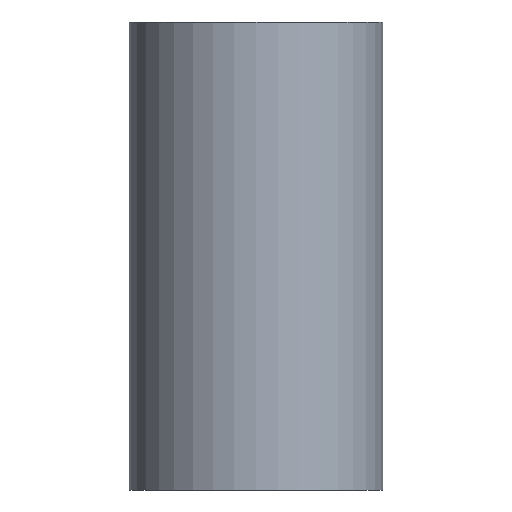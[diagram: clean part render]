
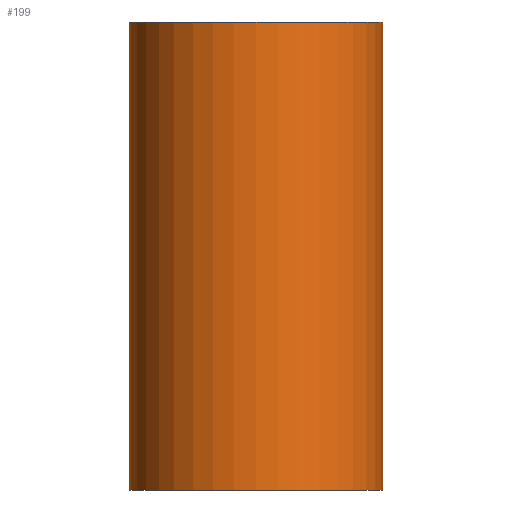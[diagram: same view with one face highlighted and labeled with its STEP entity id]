
A CAD part, front view. The second image highlights one B-rep face of the part: STEP entity #199.
In plain terms, the highlighted cylindrical face has radius 25.5 mm (diameter 51 mm), a full revolution.
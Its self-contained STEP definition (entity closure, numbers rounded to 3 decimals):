
#16=B_SPLINE_CURVE_WITH_KNOTS('',3,(#393,#394,#395,#396,#397,#398,#399,
#400,#401,#402,#403,#404,#405,#406,#407,#408,#409,#410,#411,#412,#413,#414,
#415,#416,#417,#418,#419,#420,#421,#422,#423,#424,#425,#426,#427,#428,#429,
#430,#431,#432,#433,#434,#435,#436,#437,#438,#439,#440,#441,#442,#443,#444,
#445,#446,#447,#448,#449,#450,#451,#452,#453,#454,#455,#456,#457,#458),
 .UNSPECIFIED.,.T.,.F.,(4,2,2,2,2,2,2,2,2,2,2,2,2,2,2,2,2,2,2,2,2,2,2,2,
2,2,2,2,2,2,2,2,4),(0.,0.435,0.87,1.306,
1.741,2.16,2.579,2.997,3.416,
3.835,4.254,4.673,5.092,5.527,
5.962,6.397,6.832,7.268,7.703,
8.138,8.573,8.992,9.411,9.83,
10.249,10.668,11.086,11.505,11.924,
12.359,12.795,13.23,13.665),
 .UNSPECIFIED.);
#29=CYLINDRICAL_SURFACE('',#232,25.5);
#46=FACE_BOUND('',#96,.T.);
#47=FACE_BOUND('',#97,.T.);
#63=FACE_OUTER_BOUND('',#95,.T.);
#95=EDGE_LOOP('',(#178));
#96=EDGE_LOOP('',(#179));
#97=EDGE_LOOP('',(#180));
#101=CIRCLE('',#208,25.5);
#105=CIRCLE('',#215,25.5);
#116=VERTEX_POINT('',#307);
#120=VERTEX_POINT('',#318);
#129=VERTEX_POINT('',#392);
#133=EDGE_CURVE('',#116,#116,#101,.T.);
#137=EDGE_CURVE('',#120,#120,#105,.T.);
#146=EDGE_CURVE('',#129,#129,#16,.T.);
#178=ORIENTED_EDGE('',*,*,#133,.F.);
#179=ORIENTED_EDGE('',*,*,#137,.F.);
#180=ORIENTED_EDGE('',*,*,#146,.T.);
#199=ADVANCED_FACE('',(#63,#46,#47),#29,.T.);
#208=AXIS2_PLACEMENT_3D('',#308,#247,#248);
#215=AXIS2_PLACEMENT_3D('',#319,#261,#262);
#232=AXIS2_PLACEMENT_3D('',#461,#295,#296);
#247=DIRECTION('center_axis',(0.,0.,1.));
#248=DIRECTION('ref_axis',(-1.,0.,0.));
#261=DIRECTION('center_axis',(0.,0.,-1.));
#262=DIRECTION('ref_axis',(-1.,0.,0.));
#295=DIRECTION('center_axis',(0.,0.,1.));
#296=DIRECTION('ref_axis',(-1.,0.,0.));
#307=CARTESIAN_POINT('',(25.5,0.,47.));
#308=CARTESIAN_POINT('Origin',(0.,0.,47.));
#318=CARTESIAN_POINT('',(25.5,0.,-47.));
#319=CARTESIAN_POINT('Origin',(0.,0.,-47.));
#392=CARTESIAN_POINT('',(21.,14.465,0.));
#393=CARTESIAN_POINT('Ctrl Pts',(21.,14.465,0.));
#394=CARTESIAN_POINT('Ctrl Pts',(21.,14.465,1.451));
#395=CARTESIAN_POINT('Ctrl Pts',(20.849,14.69,2.878));
#396=CARTESIAN_POINT('Ctrl Pts',(20.279,15.467,5.633));
#397=CARTESIAN_POINT('Ctrl Pts',(19.86,16.016,6.963));
#398=CARTESIAN_POINT('Ctrl Pts',(18.784,17.265,9.489));
#399=CARTESIAN_POINT('Ctrl Pts',(18.127,17.964,10.687));
#400=CARTESIAN_POINT('Ctrl Pts',(16.618,19.369,12.91));
#401=CARTESIAN_POINT('Ctrl Pts',(15.764,20.075,13.934));
#402=CARTESIAN_POINT('Ctrl Pts',(13.969,21.361,15.73));
#403=CARTESIAN_POINT('Ctrl Pts',(12.965,21.994,16.574));
#404=CARTESIAN_POINT('Ctrl Pts',(10.749,23.158,18.091));
#405=CARTESIAN_POINT('Ctrl Pts',(9.535,23.689,18.763));
#406=CARTESIAN_POINT('Ctrl Pts',(6.963,24.569,19.861));
#407=CARTESIAN_POINT('Ctrl Pts',(5.601,24.917,20.289));
#408=CARTESIAN_POINT('Ctrl Pts',(2.818,25.383,20.859));
#409=CARTESIAN_POINT('Ctrl Pts',(1.396,25.5,21.));
#410=CARTESIAN_POINT('Ctrl Pts',(-1.396,25.5,21.));
#411=CARTESIAN_POINT('Ctrl Pts',(-2.818,25.383,20.859));
#412=CARTESIAN_POINT('Ctrl Pts',(-5.601,24.917,20.289));
#413=CARTESIAN_POINT('Ctrl Pts',(-6.963,24.569,19.861));
#414=CARTESIAN_POINT('Ctrl Pts',(-9.535,23.689,18.763));
#415=CARTESIAN_POINT('Ctrl Pts',(-10.749,23.158,18.091));
#416=CARTESIAN_POINT('Ctrl Pts',(-12.965,21.994,16.574));
#417=CARTESIAN_POINT('Ctrl Pts',(-13.969,21.361,15.73));
#418=CARTESIAN_POINT('Ctrl Pts',(-15.764,20.075,13.934));
#419=CARTESIAN_POINT('Ctrl Pts',(-16.618,19.369,12.91));
#420=CARTESIAN_POINT('Ctrl Pts',(-18.127,17.964,10.687));
#421=CARTESIAN_POINT('Ctrl Pts',(-18.784,17.265,9.489));
#422=CARTESIAN_POINT('Ctrl Pts',(-19.86,16.016,6.963));
#423=CARTESIAN_POINT('Ctrl Pts',(-20.279,15.467,5.633));
#424=CARTESIAN_POINT('Ctrl Pts',(-20.849,14.69,2.878));
#425=CARTESIAN_POINT('Ctrl Pts',(-21.,14.465,1.451));
#426=CARTESIAN_POINT('Ctrl Pts',(-21.,14.465,-1.451));
#427=CARTESIAN_POINT('Ctrl Pts',(-20.849,14.69,-2.878));
#428=CARTESIAN_POINT('Ctrl Pts',(-20.279,15.467,-5.633));
#429=CARTESIAN_POINT('Ctrl Pts',(-19.86,16.016,-6.963));
#430=CARTESIAN_POINT('Ctrl Pts',(-18.784,17.265,-9.489));
#431=CARTESIAN_POINT('Ctrl Pts',(-18.127,17.964,-10.687));
#432=CARTESIAN_POINT('Ctrl Pts',(-16.618,19.369,-12.91));
#433=CARTESIAN_POINT('Ctrl Pts',(-15.764,20.075,-13.934));
#434=CARTESIAN_POINT('Ctrl Pts',(-13.969,21.361,-15.73));
#435=CARTESIAN_POINT('Ctrl Pts',(-12.965,21.994,-16.574));
#436=CARTESIAN_POINT('Ctrl Pts',(-10.749,23.158,-18.091));
#437=CARTESIAN_POINT('Ctrl Pts',(-9.535,23.689,-18.763));
#438=CARTESIAN_POINT('Ctrl Pts',(-6.963,24.569,-19.861));
#439=CARTESIAN_POINT('Ctrl Pts',(-5.601,24.917,-20.289));
#440=CARTESIAN_POINT('Ctrl Pts',(-2.818,25.383,-20.859));
#441=CARTESIAN_POINT('Ctrl Pts',(-1.396,25.5,-21.));
#442=CARTESIAN_POINT('Ctrl Pts',(1.396,25.5,-21.));
#443=CARTESIAN_POINT('Ctrl Pts',(2.818,25.383,-20.859));
#444=CARTESIAN_POINT('Ctrl Pts',(5.601,24.917,-20.289));
#445=CARTESIAN_POINT('Ctrl Pts',(6.963,24.569,-19.861));
#446=CARTESIAN_POINT('Ctrl Pts',(9.535,23.689,-18.763));
#447=CARTESIAN_POINT('Ctrl Pts',(10.749,23.158,-18.091));
#448=CARTESIAN_POINT('Ctrl Pts',(12.965,21.994,-16.574));
#449=CARTESIAN_POINT('Ctrl Pts',(13.969,21.361,-15.73));
#450=CARTESIAN_POINT('Ctrl Pts',(15.764,20.075,-13.934));
#451=CARTESIAN_POINT('Ctrl Pts',(16.618,19.369,-12.91));
#452=CARTESIAN_POINT('Ctrl Pts',(18.127,17.964,-10.687));
#453=CARTESIAN_POINT('Ctrl Pts',(18.784,17.265,-9.489));
#454=CARTESIAN_POINT('Ctrl Pts',(19.86,16.016,-6.963));
#455=CARTESIAN_POINT('Ctrl Pts',(20.279,15.467,-5.633));
#456=CARTESIAN_POINT('Ctrl Pts',(20.849,14.69,-2.878));
#457=CARTESIAN_POINT('Ctrl Pts',(21.,14.465,-1.451));
#458=CARTESIAN_POINT('Ctrl Pts',(21.,14.465,0.));
#461=CARTESIAN_POINT('Origin',(0.,0.,0.));
